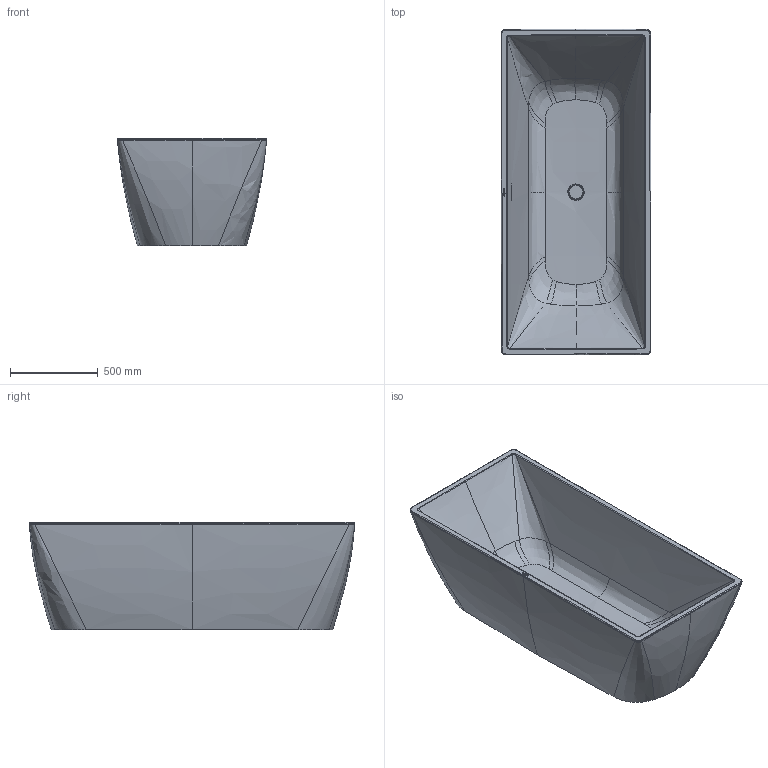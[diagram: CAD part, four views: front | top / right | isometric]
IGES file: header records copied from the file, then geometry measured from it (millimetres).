
Global section: file name: No Iges File Name specified; native system: Autodesk Inventor 2011; preprocessor: AutoDesk Inventor Iges Exporter R2011; author: Administrator; date: 20170626.163005; units: millimetre
Bounding box: 850.65 x 1849.77 x 610.15 mm (x, y, z)
Volume: 91605249.2 mm3; surface area: 11942744.5 mm2
Topology: 15 solids, 15 shells, 1129 faces, 4840 edges, 3779 vertices
Faces by surface type: bspline 504, plane 388, cylinder 84, revolution 71, torus 42, cone 34, sphere 6
